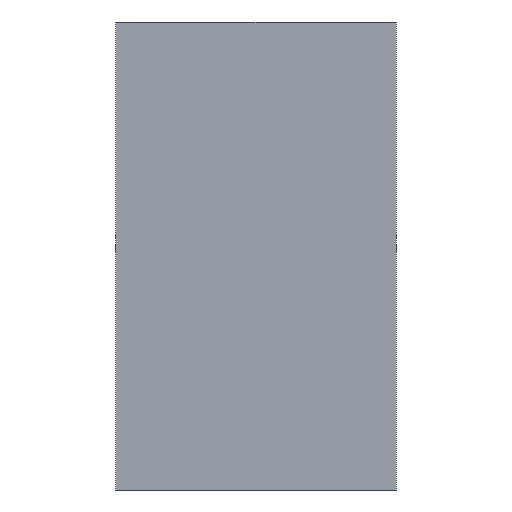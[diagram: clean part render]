
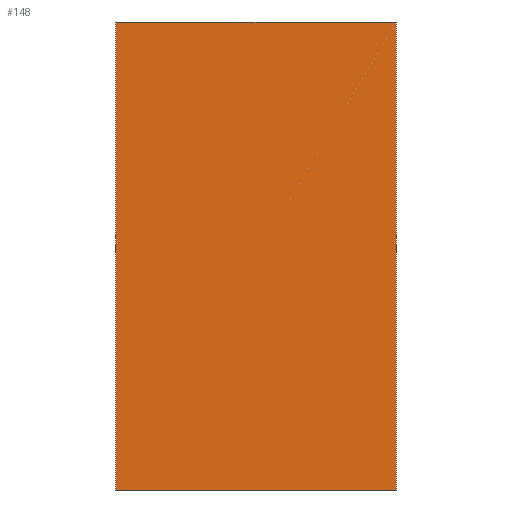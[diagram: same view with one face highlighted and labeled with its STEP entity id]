
A CAD part, front view. The second image highlights one B-rep face of the part: STEP entity #148.
In plain terms, the highlighted planar face has unit normal (0, -1, 0).
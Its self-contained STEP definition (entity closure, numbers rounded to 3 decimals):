
#3 = DIRECTION ( 'NONE',  ( -1., 0., 0. ) ) ;
#4 = DIRECTION ( 'NONE',  ( 0., 0., 1. ) ) ;
#16 = CARTESIAN_POINT ( 'NONE',  ( 0., 0., 5. ) ) ;
#18 = CARTESIAN_POINT ( 'NONE',  ( 3., 0., 0. ) ) ;
#21 = ORIENTED_EDGE ( 'NONE', *, *, #22, .F. ) ;
#22 = EDGE_CURVE ( 'NONE', #241, #145, #71, .T. ) ;
#26 = VECTOR ( 'NONE', #305, 1000. ) ;
#36 = VERTEX_POINT ( 'NONE', #16 ) ;
#55 = LINE ( 'NONE', #258, #286 ) ;
#60 = LINE ( 'NONE', #239, #26 ) ;
#71 = LINE ( 'NONE', #18, #288 ) ;
#72 = DIRECTION ( 'NONE',  ( 0., 0., -1. ) ) ;
#76 = EDGE_CURVE ( 'NONE', #241, #36, #55, .T. ) ;
#83 = CARTESIAN_POINT ( 'NONE',  ( 0., 0., 0. ) ) ;
#113 = VECTOR ( 'NONE', #154, 1000. ) ;
#123 = CARTESIAN_POINT ( 'NONE',  ( 0., 0., 0. ) ) ;
#124 = EDGE_CURVE ( 'NONE', #36, #165, #200, .T. ) ;
#138 = ORIENTED_EDGE ( 'NONE', *, *, #124, .T. ) ;
#145 = VERTEX_POINT ( 'NONE', #231 ) ;
#148 = ADVANCED_FACE ( 'NONE', ( #199 ), #274, .F. ) ;
#149 = AXIS2_PLACEMENT_3D ( 'NONE', #207, #232, #4 ) ;
#154 = DIRECTION ( 'NONE',  ( 0., 0., -1. ) ) ;
#156 = CARTESIAN_POINT ( 'NONE',  ( 3., 0., 5. ) ) ;
#165 = VERTEX_POINT ( 'NONE', #83 ) ;
#199 = FACE_OUTER_BOUND ( 'NONE', #214, .T. ) ;
#200 = LINE ( 'NONE', #123, #113 ) ;
#207 = CARTESIAN_POINT ( 'NONE',  ( 3., 0., 0. ) ) ;
#214 = EDGE_LOOP ( 'NONE', ( #138, #307, #21, #242 ) ) ;
#230 = EDGE_CURVE ( 'NONE', #145, #165, #60, .T. ) ;
#231 = CARTESIAN_POINT ( 'NONE',  ( 3., 0., 0. ) ) ;
#232 = DIRECTION ( 'NONE',  ( 0., 1., 0. ) ) ;
#239 = CARTESIAN_POINT ( 'NONE',  ( 3., 0., 0. ) ) ;
#241 = VERTEX_POINT ( 'NONE', #156 ) ;
#242 = ORIENTED_EDGE ( 'NONE', *, *, #76, .T. ) ;
#258 = CARTESIAN_POINT ( 'NONE',  ( 3., 0., 5. ) ) ;
#274 = PLANE ( 'NONE',  #149 ) ;
#286 = VECTOR ( 'NONE', #3, 1000. ) ;
#288 = VECTOR ( 'NONE', #72, 1000. ) ;
#305 = DIRECTION ( 'NONE',  ( -1., 0., 0. ) ) ;
#307 = ORIENTED_EDGE ( 'NONE', *, *, #230, .F. ) ;
